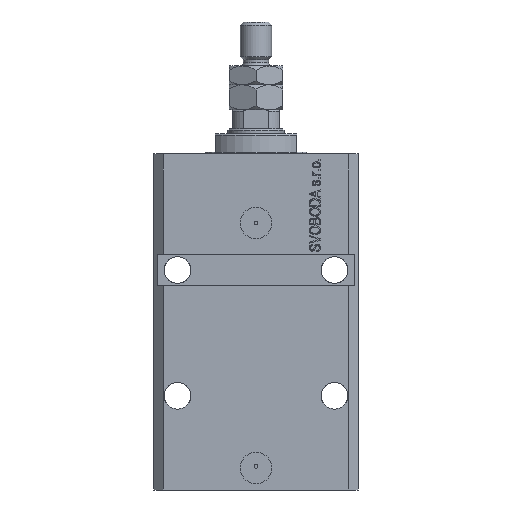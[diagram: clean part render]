
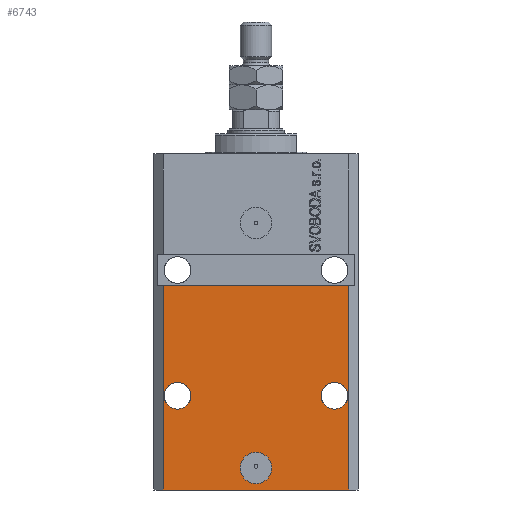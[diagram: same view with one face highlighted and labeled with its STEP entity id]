
A CAD part, front view. The second image highlights one B-rep face of the part: STEP entity #6743.
In plain terms, the highlighted planar face has unit normal (0, -1, 0).
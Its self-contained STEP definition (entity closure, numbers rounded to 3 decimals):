
#6 = DIRECTION ( 'NONE',  ( 1., 0., 0. ) ) ;
#72 = DIRECTION ( 'NONE',  ( 0., 0., 1. ) ) ;
#178 = AXIS2_PLACEMENT_3D ( 'NONE', #19100, #12201, #16247 ) ;
#519 = CIRCLE ( 'NONE', #34739, 4.25 ) ;
#940 = ORIENTED_EDGE ( 'NONE', *, *, #1911, .F. ) ;
#1911 = EDGE_CURVE ( 'NONE', #35632, #27849, #26534, .T. ) ;
#2856 = VERTEX_POINT ( 'NONE', #36016 ) ;
#2926 = EDGE_CURVE ( 'NONE', #36173, #27288, #7674, .T. ) ;
#3346 = FACE_BOUND ( 'NONE', #9187, .T. ) ;
#3395 = VERTEX_POINT ( 'NONE', #39920 ) ;
#3578 = FACE_BOUND ( 'NONE', #8331, .T. ) ;
#3807 = DIRECTION ( 'NONE',  ( 0., -1., 0. ) ) ;
#4535 = AXIS2_PLACEMENT_3D ( 'NONE', #35035, #35500, #17670 ) ;
#4551 = VECTOR ( 'NONE', #72, 1000. ) ;
#4605 = EDGE_CURVE ( 'NONE', #36173, #3395, #10396, .T. ) ;
#4702 = ORIENTED_EDGE ( 'NONE', *, *, #18719, .F. ) ;
#5260 = AXIS2_PLACEMENT_3D ( 'NONE', #35269, #44866, #38594 ) ;
#5780 = CARTESIAN_POINT ( 'NONE',  ( 29.5, -22.5, -42. ) ) ;
#6743 = ADVANCED_FACE ( 'NONE', ( #22115, #3346, #3578, #18097 ), #14285, .T. ) ;
#7285 = DIRECTION ( 'NONE',  ( 1., 0., 0. ) ) ;
#7674 = LINE ( 'NONE', #25762, #4551 ) ;
#8331 = EDGE_LOOP ( 'NONE', ( #940, #37097 ) ) ;
#9187 = EDGE_LOOP ( 'NONE', ( #4702, #24479 ) ) ;
#9382 = DIRECTION ( 'NONE',  ( 1., 0., 0. ) ) ;
#9640 = VERTEX_POINT ( 'NONE', #25306 ) ;
#10048 = CARTESIAN_POINT ( 'NONE',  ( -25., -22.5, -77. ) ) ;
#10346 = DIRECTION ( 'NONE',  ( 1., 0., 0. ) ) ;
#10396 = LINE ( 'NONE', #24893, #46366 ) ;
#11184 = EDGE_CURVE ( 'NONE', #25308, #2856, #31886, .T. ) ;
#12201 = DIRECTION ( 'NONE',  ( 0., -1., 0. ) ) ;
#13539 = CIRCLE ( 'NONE', #41610, 5. ) ;
#13845 = CARTESIAN_POINT ( 'NONE',  ( 0., -22.5, -100. ) ) ;
#14285 = PLANE ( 'NONE',  #47075 ) ;
#14584 = EDGE_LOOP ( 'NONE', ( #34679, #33193, #17086, #31141 ) ) ;
#16097 = EDGE_CURVE ( 'NONE', #30934, #9640, #32799, .T. ) ;
#16247 = DIRECTION ( 'NONE',  ( 1., 0., 0. ) ) ;
#17086 = ORIENTED_EDGE ( 'NONE', *, *, #4605, .T. ) ;
#17670 = DIRECTION ( 'NONE',  ( 1., 0., 0. ) ) ;
#18097 = FACE_OUTER_BOUND ( 'NONE', #14584, .T. ) ;
#18719 = EDGE_CURVE ( 'NONE', #2856, #25308, #41944, .T. ) ;
#19100 = CARTESIAN_POINT ( 'NONE',  ( 25., -22.5, -77. ) ) ;
#21912 = DIRECTION ( 'NONE',  ( 1., 0., 0. ) ) ;
#22115 = FACE_BOUND ( 'NONE', #36225, .T. ) ;
#24479 = ORIENTED_EDGE ( 'NONE', *, *, #11184, .F. ) ;
#24893 = CARTESIAN_POINT ( 'NONE',  ( -29.5, -22.5, -107. ) ) ;
#25114 = EDGE_CURVE ( 'NONE', #3395, #28788, #38139, .T. ) ;
#25306 = CARTESIAN_POINT ( 'NONE',  ( 5., -22.5, -100. ) ) ;
#25308 = VERTEX_POINT ( 'NONE', #37384 ) ;
#25762 = CARTESIAN_POINT ( 'NONE',  ( -29.5, -22.5, -107. ) ) ;
#26465 = CARTESIAN_POINT ( 'NONE',  ( -29.5, -22.5, -42. ) ) ;
#26534 = CIRCLE ( 'NONE', #5260, 4.25 ) ;
#27288 = VERTEX_POINT ( 'NONE', #26465 ) ;
#27849 = VERTEX_POINT ( 'NONE', #45049 ) ;
#27891 = DIRECTION ( 'NONE',  ( 0., -1., 0. ) ) ;
#28429 = LINE ( 'NONE', #35811, #31583 ) ;
#28788 = VERTEX_POINT ( 'NONE', #5780 ) ;
#30563 = CARTESIAN_POINT ( 'NONE',  ( 0., -22.5, -100. ) ) ;
#30934 = VERTEX_POINT ( 'NONE', #36944 ) ;
#31141 = ORIENTED_EDGE ( 'NONE', *, *, #25114, .T. ) ;
#31428 = VECTOR ( 'NONE', #42404, 1000. ) ;
#31583 = VECTOR ( 'NONE', #10346, 1000. ) ;
#31861 = CARTESIAN_POINT ( 'NONE',  ( -20.75, -22.5, -77. ) ) ;
#31886 = CIRCLE ( 'NONE', #4535, 4.25 ) ;
#32604 = CARTESIAN_POINT ( 'NONE',  ( -29.5, -22.5, -107. ) ) ;
#32799 = CIRCLE ( 'NONE', #40387, 5. ) ;
#33193 = ORIENTED_EDGE ( 'NONE', *, *, #2926, .F. ) ;
#33634 = EDGE_CURVE ( 'NONE', #9640, #30934, #13539, .T. ) ;
#34679 = ORIENTED_EDGE ( 'NONE', *, *, #35050, .F. ) ;
#34739 = AXIS2_PLACEMENT_3D ( 'NONE', #10048, #27891, #35506 ) ;
#35035 = CARTESIAN_POINT ( 'NONE',  ( 25., -22.5, -77. ) ) ;
#35050 = EDGE_CURVE ( 'NONE', #27288, #28788, #28429, .T. ) ;
#35084 = CARTESIAN_POINT ( 'NONE',  ( -29.5, -22.5, -107. ) ) ;
#35269 = CARTESIAN_POINT ( 'NONE',  ( -25., -22.5, -77. ) ) ;
#35500 = DIRECTION ( 'NONE',  ( 0., -1., 0. ) ) ;
#35506 = DIRECTION ( 'NONE',  ( -1., 0., 0. ) ) ;
#35632 = VERTEX_POINT ( 'NONE', #31861 ) ;
#35811 = CARTESIAN_POINT ( 'NONE',  ( -32.5, -22.5, -42. ) ) ;
#35978 = DIRECTION ( 'NONE',  ( 0., -1., 0. ) ) ;
#36016 = CARTESIAN_POINT ( 'NONE',  ( 29.25, -22.5, -77. ) ) ;
#36173 = VERTEX_POINT ( 'NONE', #35084 ) ;
#36225 = EDGE_LOOP ( 'NONE', ( #45758, #45509 ) ) ;
#36944 = CARTESIAN_POINT ( 'NONE',  ( -5., -22.5, -100. ) ) ;
#37097 = ORIENTED_EDGE ( 'NONE', *, *, #38206, .F. ) ;
#37384 = CARTESIAN_POINT ( 'NONE',  ( 20.75, -22.5, -77. ) ) ;
#38139 = LINE ( 'NONE', #38377, #31428 ) ;
#38206 = EDGE_CURVE ( 'NONE', #27849, #35632, #519, .T. ) ;
#38377 = CARTESIAN_POINT ( 'NONE',  ( 29.5, -22.5, -107. ) ) ;
#38594 = DIRECTION ( 'NONE',  ( -1., 0., 0. ) ) ;
#39920 = CARTESIAN_POINT ( 'NONE',  ( 29.5, -22.5, -107. ) ) ;
#40387 = AXIS2_PLACEMENT_3D ( 'NONE', #30563, #45072, #9382 ) ;
#41610 = AXIS2_PLACEMENT_3D ( 'NONE', #13845, #35978, #21912 ) ;
#41944 = CIRCLE ( 'NONE', #178, 4.25 ) ;
#42404 = DIRECTION ( 'NONE',  ( 0., 0., 1. ) ) ;
#44866 = DIRECTION ( 'NONE',  ( 0., -1., 0. ) ) ;
#45049 = CARTESIAN_POINT ( 'NONE',  ( -29.25, -22.5, -77. ) ) ;
#45072 = DIRECTION ( 'NONE',  ( 0., -1., 0. ) ) ;
#45509 = ORIENTED_EDGE ( 'NONE', *, *, #16097, .F. ) ;
#45758 = ORIENTED_EDGE ( 'NONE', *, *, #33634, .F. ) ;
#46366 = VECTOR ( 'NONE', #7285, 1000. ) ;
#47075 = AXIS2_PLACEMENT_3D ( 'NONE', #32604, #3807, #6 ) ;
